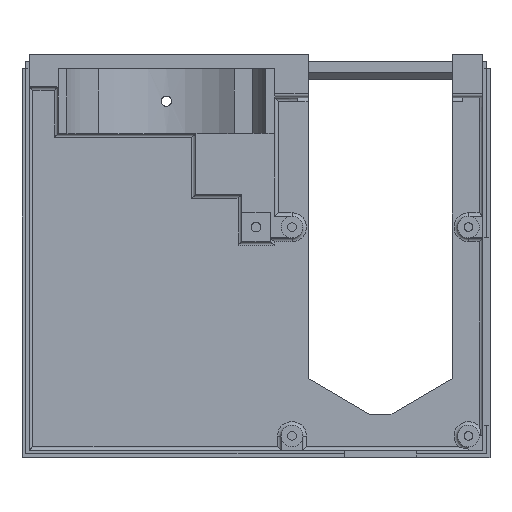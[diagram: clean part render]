
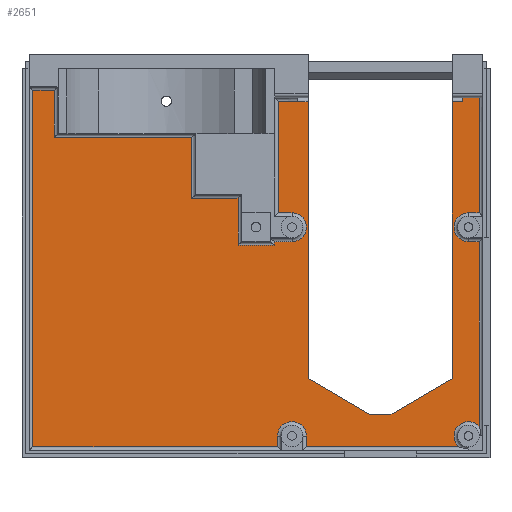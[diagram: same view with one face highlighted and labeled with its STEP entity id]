
A CAD part, top view. The second image highlights one B-rep face of the part: STEP entity #2651.
In plain terms, the highlighted planar face has unit normal (0, 0, 1).
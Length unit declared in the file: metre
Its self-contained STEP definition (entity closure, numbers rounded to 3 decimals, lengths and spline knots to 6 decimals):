
#62=LINE('',#3929,#361);
#63=LINE('',#3932,#362);
#64=LINE('',#3934,#363);
#65=LINE('',#3936,#364);
#66=LINE('',#3940,#365);
#67=LINE('',#3942,#366);
#68=LINE('',#3944,#367);
#69=LINE('',#3946,#368);
#70=LINE('',#3948,#369);
#71=LINE('',#3950,#370);
#72=LINE('',#3952,#371);
#73=LINE('',#3954,#372);
#74=LINE('',#3956,#373);
#75=LINE('',#3958,#374);
#76=LINE('',#3960,#375);
#77=LINE('',#3962,#376);
#78=LINE('',#3966,#377);
#79=LINE('',#3968,#378);
#80=LINE('',#3972,#379);
#81=LINE('',#3974,#380);
#82=LINE('',#3978,#381);
#83=LINE('',#3980,#382);
#84=LINE('',#3982,#383);
#85=LINE('',#3984,#384);
#86=LINE('',#3986,#385);
#87=LINE('',#3988,#386);
#88=LINE('',#3990,#387);
#89=LINE('',#3992,#388);
#90=LINE('',#3994,#389);
#91=LINE('',#3996,#390);
#92=LINE('',#3998,#391);
#361=VECTOR('',#3108,1.);
#362=VECTOR('',#3109,1.);
#363=VECTOR('',#3110,1.);
#364=VECTOR('',#3111,1.);
#365=VECTOR('',#3114,1.);
#366=VECTOR('',#3115,1.);
#367=VECTOR('',#3116,1.);
#368=VECTOR('',#3117,1.);
#369=VECTOR('',#3118,1.);
#370=VECTOR('',#3119,1.);
#371=VECTOR('',#3120,1.);
#372=VECTOR('',#3121,1.);
#373=VECTOR('',#3122,1.);
#374=VECTOR('',#3123,1.);
#375=VECTOR('',#3124,1.);
#376=VECTOR('',#3125,1.);
#377=VECTOR('',#3128,1.);
#378=VECTOR('',#3129,1.);
#379=VECTOR('',#3132,1.);
#380=VECTOR('',#3133,1.);
#381=VECTOR('',#3136,1.);
#382=VECTOR('',#3137,1.);
#383=VECTOR('',#3138,1.);
#384=VECTOR('',#3139,1.);
#385=VECTOR('',#3140,1.);
#386=VECTOR('',#3141,1.);
#387=VECTOR('',#3142,1.);
#388=VECTOR('',#3143,1.);
#389=VECTOR('',#3144,1.);
#390=VECTOR('',#3145,1.);
#391=VECTOR('',#3146,1.);
#636=PLANE('',#2823);
#739=CIRCLE('',#2824,0.004);
#740=CIRCLE('',#2825,0.004);
#741=CIRCLE('',#2826,0.004);
#742=CIRCLE('',#2827,0.004);
#840=ORIENTED_EDGE('',*,*,#1621,.F.);
#841=ORIENTED_EDGE('',*,*,#1622,.T.);
#842=ORIENTED_EDGE('',*,*,#1623,.T.);
#843=ORIENTED_EDGE('',*,*,#1624,.T.);
#844=ORIENTED_EDGE('',*,*,#1625,.T.);
#845=ORIENTED_EDGE('',*,*,#1626,.T.);
#846=ORIENTED_EDGE('',*,*,#1627,.T.);
#847=ORIENTED_EDGE('',*,*,#1628,.T.);
#848=ORIENTED_EDGE('',*,*,#1629,.T.);
#849=ORIENTED_EDGE('',*,*,#1630,.T.);
#850=ORIENTED_EDGE('',*,*,#1631,.T.);
#851=ORIENTED_EDGE('',*,*,#1632,.T.);
#852=ORIENTED_EDGE('',*,*,#1633,.T.);
#853=ORIENTED_EDGE('',*,*,#1634,.T.);
#854=ORIENTED_EDGE('',*,*,#1635,.T.);
#855=ORIENTED_EDGE('',*,*,#1636,.T.);
#856=ORIENTED_EDGE('',*,*,#1637,.T.);
#857=ORIENTED_EDGE('',*,*,#1638,.T.);
#858=ORIENTED_EDGE('',*,*,#1639,.T.);
#859=ORIENTED_EDGE('',*,*,#1640,.T.);
#860=ORIENTED_EDGE('',*,*,#1641,.T.);
#861=ORIENTED_EDGE('',*,*,#1642,.T.);
#862=ORIENTED_EDGE('',*,*,#1643,.T.);
#863=ORIENTED_EDGE('',*,*,#1644,.T.);
#864=ORIENTED_EDGE('',*,*,#1645,.T.);
#865=ORIENTED_EDGE('',*,*,#1646,.T.);
#866=ORIENTED_EDGE('',*,*,#1647,.F.);
#867=ORIENTED_EDGE('',*,*,#1648,.T.);
#868=ORIENTED_EDGE('',*,*,#1649,.T.);
#869=ORIENTED_EDGE('',*,*,#1650,.T.);
#870=ORIENTED_EDGE('',*,*,#1651,.F.);
#871=ORIENTED_EDGE('',*,*,#1652,.F.);
#872=ORIENTED_EDGE('',*,*,#1653,.T.);
#873=ORIENTED_EDGE('',*,*,#1654,.F.);
#874=ORIENTED_EDGE('',*,*,#1655,.T.);
#1621=EDGE_CURVE('',#2011,#2012,#62,.T.);
#1622=EDGE_CURVE('',#2011,#2013,#63,.T.);
#1623=EDGE_CURVE('',#2013,#2014,#64,.T.);
#1624=EDGE_CURVE('',#2014,#2015,#65,.T.);
#1625=EDGE_CURVE('',#2015,#2016,#739,.F.);
#1626=EDGE_CURVE('',#2016,#2017,#66,.F.);
#1627=EDGE_CURVE('',#2017,#2018,#67,.T.);
#1628=EDGE_CURVE('',#2018,#2019,#68,.F.);
#1629=EDGE_CURVE('',#2019,#2020,#69,.F.);
#1630=EDGE_CURVE('',#2020,#2021,#70,.F.);
#1631=EDGE_CURVE('',#2021,#2022,#71,.F.);
#1632=EDGE_CURVE('',#2022,#2023,#72,.F.);
#1633=EDGE_CURVE('',#2023,#2024,#73,.F.);
#1634=EDGE_CURVE('',#2024,#2025,#74,.F.);
#1635=EDGE_CURVE('',#2025,#2026,#75,.F.);
#1636=EDGE_CURVE('',#2026,#2027,#76,.F.);
#1637=EDGE_CURVE('',#2027,#2028,#77,.F.);
#1638=EDGE_CURVE('',#2028,#2029,#740,.F.);
#1639=EDGE_CURVE('',#2029,#2030,#78,.T.);
#1640=EDGE_CURVE('',#2030,#2031,#79,.F.);
#1641=EDGE_CURVE('',#2031,#2032,#741,.F.);
#1642=EDGE_CURVE('',#2032,#2033,#80,.T.);
#1643=EDGE_CURVE('',#2033,#2034,#81,.F.);
#1644=EDGE_CURVE('',#2034,#2035,#742,.F.);
#1645=EDGE_CURVE('',#2035,#2036,#82,.T.);
#1646=EDGE_CURVE('',#2036,#2037,#83,.T.);
#1647=EDGE_CURVE('',#2038,#2037,#84,.T.);
#1648=EDGE_CURVE('',#2038,#2039,#85,.T.);
#1649=EDGE_CURVE('',#2039,#2040,#86,.F.);
#1650=EDGE_CURVE('',#2040,#2041,#87,.T.);
#1651=EDGE_CURVE('',#2042,#2041,#88,.T.);
#1652=EDGE_CURVE('',#2043,#2042,#89,.T.);
#1653=EDGE_CURVE('',#2043,#2044,#90,.T.);
#1654=EDGE_CURVE('',#2045,#2044,#91,.T.);
#1655=EDGE_CURVE('',#2045,#2012,#92,.T.);
#2011=VERTEX_POINT('',#3930);
#2012=VERTEX_POINT('',#3931);
#2013=VERTEX_POINT('',#3933);
#2014=VERTEX_POINT('',#3935);
#2015=VERTEX_POINT('',#3937);
#2016=VERTEX_POINT('',#3939);
#2017=VERTEX_POINT('',#3941);
#2018=VERTEX_POINT('',#3943);
#2019=VERTEX_POINT('',#3945);
#2020=VERTEX_POINT('',#3947);
#2021=VERTEX_POINT('',#3949);
#2022=VERTEX_POINT('',#3951);
#2023=VERTEX_POINT('',#3953);
#2024=VERTEX_POINT('',#3955);
#2025=VERTEX_POINT('',#3957);
#2026=VERTEX_POINT('',#3959);
#2027=VERTEX_POINT('',#3961);
#2028=VERTEX_POINT('',#3963);
#2029=VERTEX_POINT('',#3965);
#2030=VERTEX_POINT('',#3967);
#2031=VERTEX_POINT('',#3969);
#2032=VERTEX_POINT('',#3971);
#2033=VERTEX_POINT('',#3973);
#2034=VERTEX_POINT('',#3975);
#2035=VERTEX_POINT('',#3977);
#2036=VERTEX_POINT('',#3979);
#2037=VERTEX_POINT('',#3981);
#2038=VERTEX_POINT('',#3983);
#2039=VERTEX_POINT('',#3985);
#2040=VERTEX_POINT('',#3987);
#2041=VERTEX_POINT('',#3989);
#2042=VERTEX_POINT('',#3991);
#2043=VERTEX_POINT('',#3993);
#2044=VERTEX_POINT('',#3995);
#2045=VERTEX_POINT('',#3997);
#2246=EDGE_LOOP('',(#840,#841,#842,#843,#844,#845,#846,#847,#848,#849,#850,
#851,#852,#853,#854,#855,#856,#857,#858,#859,#860,#861,#862,#863,#864,#865,
#866,#867,#868,#869,#870,#871,#872,#873,#874));
#2425=FACE_BOUND('',#2246,.T.);
#2651=ADVANCED_FACE('',(#2425),#636,.T.);
#2823=AXIS2_PLACEMENT_3D('',#3928,#3106,#3107);
#2824=AXIS2_PLACEMENT_3D('',#3938,#3112,#3113);
#2825=AXIS2_PLACEMENT_3D('',#3964,#3126,#3127);
#2826=AXIS2_PLACEMENT_3D('',#3970,#3130,#3131);
#2827=AXIS2_PLACEMENT_3D('',#3976,#3134,#3135);
#3106=DIRECTION('',(0.,0.,1.));
#3107=DIRECTION('',(1.,0.,0.));
#3108=DIRECTION('',(0.,-1.,0.));
#3109=DIRECTION('',(-1.,0.,0.));
#3110=DIRECTION('',(0.,-1.,0.));
#3111=DIRECTION('',(1.,0.,0.));
#3112=DIRECTION('',(0.,0.,1.));
#3113=DIRECTION('',(1.,0.,0.));
#3114=DIRECTION('',(1.,0.,0.));
#3115=DIRECTION('',(0.,-1.,0.));
#3116=DIRECTION('',(1.,0.,0.));
#3117=DIRECTION('',(0.,-1.,0.));
#3118=DIRECTION('',(1.,0.,0.));
#3119=DIRECTION('',(0.,-1.,0.));
#3120=DIRECTION('',(1.,0.,0.));
#3121=DIRECTION('',(0.,-1.,0.));
#3122=DIRECTION('',(1.,0.,0.));
#3123=DIRECTION('',(0.,1.,0.));
#3124=DIRECTION('',(-1.,0.,0.));
#3125=DIRECTION('',(0.,-1.,0.));
#3126=DIRECTION('',(0.,0.,1.));
#3127=DIRECTION('',(1.,0.,0.));
#3128=DIRECTION('',(0.,-1.,0.));
#3129=DIRECTION('',(-1.,0.,0.));
#3130=DIRECTION('',(0.,0.,1.));
#3131=DIRECTION('',(1.,0.,0.));
#3132=DIRECTION('',(0.,1.,0.));
#3133=DIRECTION('',(1.,0.,0.));
#3134=DIRECTION('',(0.,0.,1.));
#3135=DIRECTION('',(1.,0.,0.));
#3136=DIRECTION('',(1.,0.,0.));
#3137=DIRECTION('',(0.,1.,0.));
#3138=DIRECTION('',(1.,0.,0.));
#3139=DIRECTION('',(0.,-1.,0.));
#3140=DIRECTION('',(1.,0.,0.));
#3141=DIRECTION('',(0.,-1.,0.));
#3142=DIRECTION('',(0.862,0.507,0.));
#3143=DIRECTION('',(1.,0.,0.));
#3144=DIRECTION('',(-0.862,0.507,0.));
#3145=DIRECTION('',(0.,-1.,0.));
#3146=DIRECTION('',(-1.,0.,0.));
#3928=CARTESIAN_POINT('',(0.,0.,0.002));
#3929=CARTESIAN_POINT('',(0.0115,0.006,0.002));
#3930=CARTESIAN_POINT('',(0.0115,0.044,0.002));
#3931=CARTESIAN_POINT('',(0.0115,0.043864,0.002));
#3932=CARTESIAN_POINT('',(0.0052,0.044,0.002));
#3933=CARTESIAN_POINT('',(0.0062,0.044,0.002));
#3934=CARTESIAN_POINT('',(0.0062,0.012,0.002));
#3935=CARTESIAN_POINT('',(0.0062,0.013,0.002));
#3936=CARTESIAN_POINT('',(0.01,0.013,0.002));
#3937=CARTESIAN_POINT('',(0.01,0.013,0.002));
#3938=CARTESIAN_POINT('',(0.01,0.009,0.002));
#3939=CARTESIAN_POINT('',(0.01,0.005,0.002));
#3940=CARTESIAN_POINT('',(0.,0.005,0.002));
#3941=CARTESIAN_POINT('',(0.005,0.005,0.002));
#3942=CARTESIAN_POINT('',(0.005,0.005,0.002));
#3943=CARTESIAN_POINT('',(0.005,0.004,0.002));
#3944=CARTESIAN_POINT('',(0.,0.004,0.002));
#3945=CARTESIAN_POINT('',(-0.005,0.004,0.002));
#3946=CARTESIAN_POINT('',(-0.005,0.,0.002));
#3947=CARTESIAN_POINT('',(-0.005,0.017,0.002));
#3948=CARTESIAN_POINT('',(0.,0.017,0.002));
#3949=CARTESIAN_POINT('',(-0.0178,0.017,0.002));
#3950=CARTESIAN_POINT('',(-0.0178,0.,0.002));
#3951=CARTESIAN_POINT('',(-0.0178,0.034,0.002));
#3952=CARTESIAN_POINT('',(0.,0.034,0.002));
#3953=CARTESIAN_POINT('',(-0.056,0.034,0.002));
#3954=CARTESIAN_POINT('',(-0.056,0.,0.002));
#3955=CARTESIAN_POINT('',(-0.056,0.047,0.002));
#3956=CARTESIAN_POINT('',(0.,0.047,0.002));
#3957=CARTESIAN_POINT('',(-0.062,0.047,0.002));
#3958=CARTESIAN_POINT('',(-0.062,0.,0.002));
#3959=CARTESIAN_POINT('',(-0.062,-0.052,0.002));
#3960=CARTESIAN_POINT('',(0.,-0.052,0.002));
#3961=CARTESIAN_POINT('',(0.006,-0.052,0.002));
#3962=CARTESIAN_POINT('',(0.006,0.,0.002));
#3963=CARTESIAN_POINT('',(0.006,-0.049,0.002));
#3964=CARTESIAN_POINT('',(0.01,-0.049,0.002));
#3965=CARTESIAN_POINT('',(0.014,-0.049,0.002));
#3966=CARTESIAN_POINT('',(0.014,-0.053,0.002));
#3967=CARTESIAN_POINT('',(0.014,-0.052,0.002));
#3968=CARTESIAN_POINT('',(0.,-0.052,0.002));
#3969=CARTESIAN_POINT('',(0.056354,-0.052,0.002));
#3970=CARTESIAN_POINT('',(0.059,-0.049,0.002));
#3971=CARTESIAN_POINT('',(0.062,-0.046354,0.002));
#3972=CARTESIAN_POINT('',(0.062,0.006,0.002));
#3973=CARTESIAN_POINT('',(0.062,0.005,0.002));
#3974=CARTESIAN_POINT('',(0.,0.005,0.002));
#3975=CARTESIAN_POINT('',(0.059,0.005,0.002));
#3976=CARTESIAN_POINT('',(0.059,0.009,0.002));
#3977=CARTESIAN_POINT('',(0.059,0.013,0.002));
#3978=CARTESIAN_POINT('',(0.063,0.013,0.002));
#3979=CARTESIAN_POINT('',(0.062,0.013,0.002));
#3980=CARTESIAN_POINT('',(0.062,0.045,0.002));
#3981=CARTESIAN_POINT('',(0.062,0.045,0.002));
#3982=CARTESIAN_POINT('',(0.05875,0.045,0.002));
#3983=CARTESIAN_POINT('',(0.0575,0.045,0.002));
#3984=CARTESIAN_POINT('',(0.0575,0.006,0.002));
#3985=CARTESIAN_POINT('',(0.0575,0.043864,0.002));
#3986=CARTESIAN_POINT('',(0.0545,0.043864,0.002));
#3987=CARTESIAN_POINT('',(0.0545,0.043864,0.002));
#3988=CARTESIAN_POINT('',(0.0545,0.006,0.002));
#3989=CARTESIAN_POINT('',(0.0545,-0.033,0.002));
#3990=CARTESIAN_POINT('',(0.046,-0.038,0.002));
#3991=CARTESIAN_POINT('',(0.0375,-0.043,0.002));
#3992=CARTESIAN_POINT('',(0.0345,-0.043,0.002));
#3993=CARTESIAN_POINT('',(0.0315,-0.043,0.002));
#3994=CARTESIAN_POINT('',(0.023,-0.038,0.002));
#3995=CARTESIAN_POINT('',(0.0145,-0.033,0.002));
#3996=CARTESIAN_POINT('',(0.0145,0.006,0.002));
#3997=CARTESIAN_POINT('',(0.0145,0.043864,0.002));
#3998=CARTESIAN_POINT('',(0.0115,0.043864,0.002));
